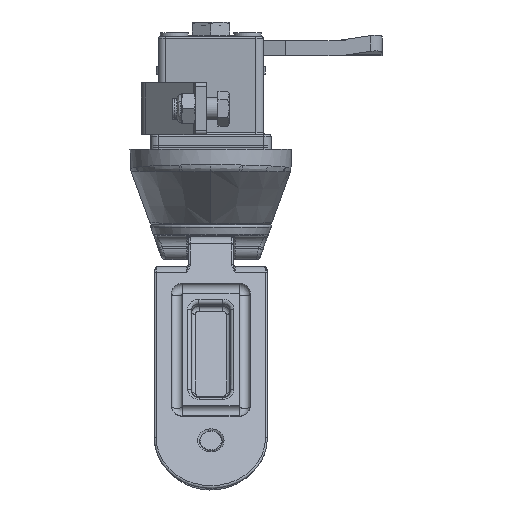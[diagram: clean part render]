
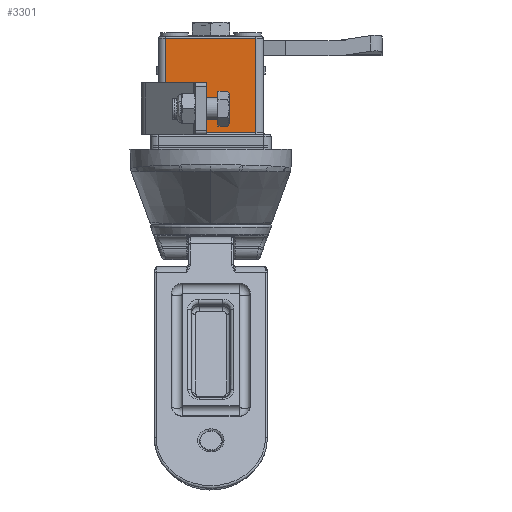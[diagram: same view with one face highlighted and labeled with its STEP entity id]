
A CAD part, front view. The second image highlights one B-rep face of the part: STEP entity #3301.
In plain terms, the highlighted planar face has unit normal (0, -1, 0).
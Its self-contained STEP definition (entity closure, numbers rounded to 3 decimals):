
#3301=ADVANCED_FACE('',(#7697),#7698,.F.);
#7697=FACE_OUTER_BOUND('',#38642,.T.);
#7698=PLANE('',#38643);
#38642=EDGE_LOOP('',(#66044,#66045,#66046,#66047));
#38643=AXIS2_PLACEMENT_3D('',#66048,#66049,#66050);
#66044=ORIENTED_EDGE('',*,*,#77952,.T.);
#66045=ORIENTED_EDGE('',*,*,#78004,.T.);
#66046=ORIENTED_EDGE('',*,*,#78218,.T.);
#66047=ORIENTED_EDGE('',*,*,#78091,.T.);
#66048=CARTESIAN_POINT('',(175.053,110.123,-112.494));
#66049=DIRECTION('',(0.,1.0,0.));
#66050=DIRECTION('',(1.0,0.,0.));
#77952=EDGE_CURVE('',#88553,#88551,#88554,.T.);
#78004=EDGE_CURVE('',#88551,#88645,#88647,.T.);
#78091=EDGE_CURVE('',#88784,#88553,#88790,.T.);
#78218=EDGE_CURVE('',#88645,#88784,#88971,.T.);
#88551=VERTEX_POINT('',#120966);
#88553=VERTEX_POINT('',#120968);
#88554=LINE('',#120969,#120970);
#88645=VERTEX_POINT('',#121088);
#88647=LINE('',#121090,#121091);
#88784=VERTEX_POINT('',#121257);
#88790=LINE('',#121264,#121265);
#88971=LINE('',#121504,#121505);
#120966=CARTESIAN_POINT('',(173.053,110.123,-41.466));
#120968=CARTESIAN_POINT('',(173.053,110.123,-66.466));
#120969=CARTESIAN_POINT('',(173.053,110.123,-112.494));
#120970=VECTOR('',#137269,1.0);
#121088=CARTESIAN_POINT('',(149.053,110.123,-41.466));
#121090=CARTESIAN_POINT('',(175.053,110.123,-41.466));
#121091=VECTOR('',#137369,1.0);
#121257=CARTESIAN_POINT('',(149.053,110.123,-66.466));
#121264=CARTESIAN_POINT('',(173.053,110.123,-66.466));
#121265=VECTOR('',#137568,1.0);
#121504=CARTESIAN_POINT('',(149.053,110.123,-112.494));
#121505=VECTOR('',#137831,1.0);
#137269=DIRECTION('',(0.0,0.0,1.0));
#137369=DIRECTION('',(-1.0,0.,0.0));
#137568=DIRECTION('',(1.0,0.,0.0));
#137831=DIRECTION('',(0.0,0.0,-1.0));
